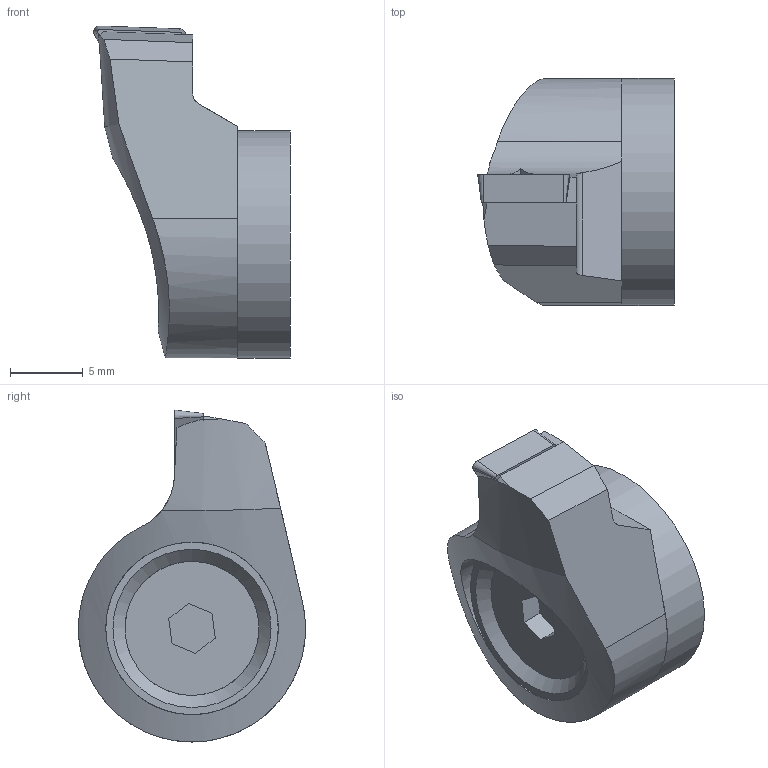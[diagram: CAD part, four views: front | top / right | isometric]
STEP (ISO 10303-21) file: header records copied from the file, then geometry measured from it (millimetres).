
FILE_DESCRIPTION(/* description */ (''),/* implementation_level */ '2;1');
FILE_NAME(/* name */ '1552655375384.stp',/* time_stamp */ '2019-03-15T14:09:50+01:00',/* author */ (''),/* organization */ ('SMS'),/* preprocessor_version */ 'ST-DEVELOPER v15',/* originating_system */ 'SIEMENS PLM Software NX 8.5',/* authorisation */ '');
FILE_SCHEMA (('AUTOMOTIVE_DESIGN { 1 0 10303 214 3 1 1 1 }'));
Length unit declared in the file: millimetre
Products named in the file (7): ASSEMBLY_CONSTRUCTION; IsoTurningInsert; 202059769mod000_00; 111164769mod000_01; 202059866mod000_00; 202153511mod000_00
Assembly tree (6 placements, depth 3):
  202153511mod000_00
    111164769mod000_01
    202059866mod000_00
      202059769mod000_00
      IsoTurningInsert
      ASSEMBLY_CONSTRUCTION
    ASSEMBLY_CONSTRUCTION
Bounding box: 13.5 x 15.6 x 22.8 mm (x, y, z)
Volume: 2086.2 mm3; surface area: 1606.1 mm2
Topology: 3 solids, 3 shells, 50 faces, 118 edges, 88 vertices
Faces by surface type: plane 30, cylinder 10, cone 6, torus 4
Full cylindrical faces by diameter (mm): 2.2 x2, 9.2 x1, 11.85 x1, 15.6 x1
Entity records: 1702 total; most frequent: CARTESIAN_POINT 323, DIRECTION 264, ORIENTED_EDGE 200, AXIS2_PLACEMENT_3D 103, EDGE_CURVE 100, VERTEX_POINT 72, EDGE_LOOP 68, LINE 58
